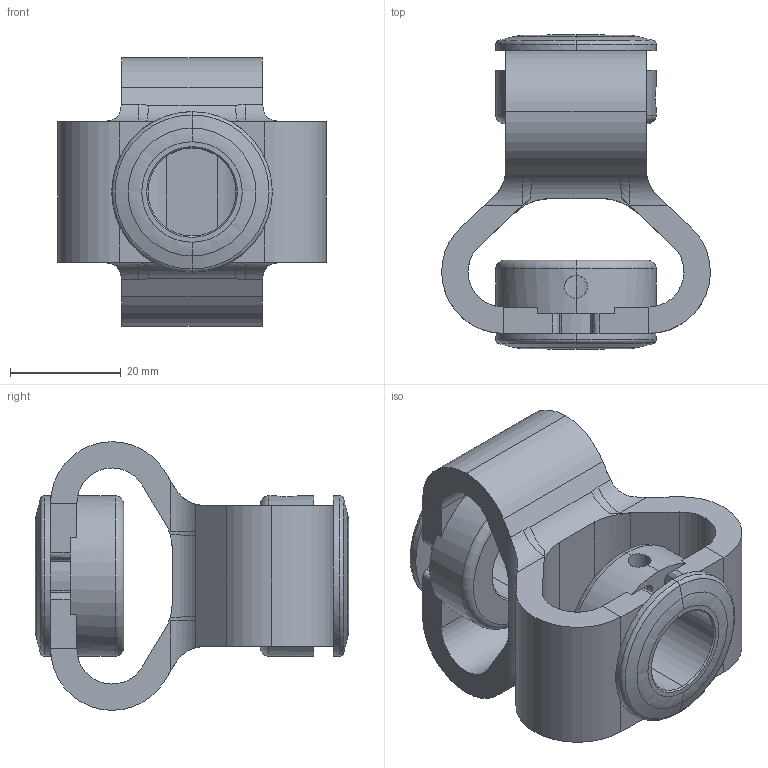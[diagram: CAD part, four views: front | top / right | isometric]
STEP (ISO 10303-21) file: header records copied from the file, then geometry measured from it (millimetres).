
FILE_DESCRIPTION (( 'STEP AP214' ), '1' );
FILE_NAME ('DC-DLSS40-10.STEP', '2015-12-03T00:50:16', ( '' ), ( '' ), 'SwSTEP 2.0', 'SolidWorks 2015', '' );
FILE_SCHEMA (( 'AUTOMOTIVE_DESIGN' ));
Length unit declared in the file: millimetre
Products named in the file (1): DC-DLSS40-10
Bounding box: 48.51 x 56.67 x 48.51 mm (x, y, z)
Volume: 32244.4 mm3; surface area: 15072.3 mm2
Topology: 1 solids, 1 shells, 187 faces, 497 edges, 306 vertices
Faces by surface type: plane 90, cylinder 49, bspline 24, torus 12, cone 12
Entity records: 6987 total; most frequent: CARTESIAN_POINT 2561, ORIENTED_EDGE 994, DIRECTION 835, EDGE_CURVE 497, VERTEX_POINT 306, AXIS2_PLACEMENT_3D 296, VECTOR 243, LINE 243
